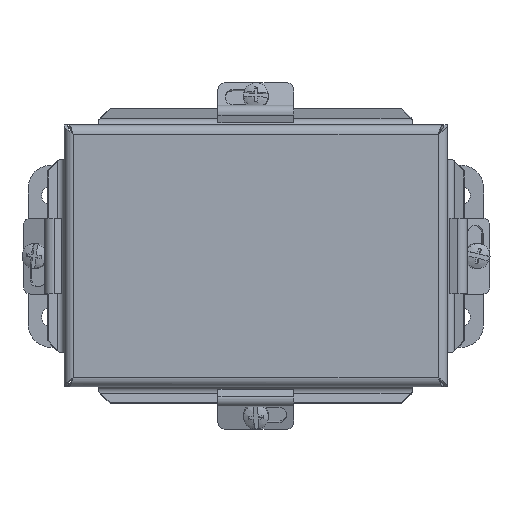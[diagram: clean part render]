
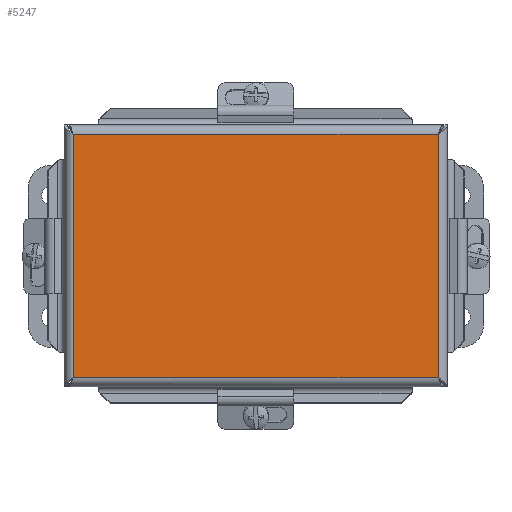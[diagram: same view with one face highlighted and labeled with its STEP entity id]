
A CAD part, top view. The second image highlights one B-rep face of the part: STEP entity #5247.
In plain terms, the highlighted face is planar.
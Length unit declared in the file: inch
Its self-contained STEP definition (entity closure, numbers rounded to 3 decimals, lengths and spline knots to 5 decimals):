
#643=PLANE('',#5824);
#876=LINE('',#8314,#1333);
#921=LINE('',#8596,#1378);
#1005=LINE('',#8992,#1462);
#1006=LINE('',#8994,#1463);
#1333=VECTOR('',#6578,0.3937);
#1378=VECTOR('',#6673,0.3937);
#1462=VECTOR('',#6907,0.3937);
#1463=VECTOR('',#6910,0.3937);
#1874=FACE_OUTER_BOUND('',#2199,.T.);
#2199=EDGE_LOOP('',(#4566,#4567,#4568,#4569));
#2649=VERTEX_POINT('',#8020);
#2686=VERTEX_POINT('',#8183);
#2714=VERTEX_POINT('',#8313);
#2734=VERTEX_POINT('',#8496);
#3219=EDGE_CURVE('',#2714,#2686,#876,.T.);
#3282=EDGE_CURVE('',#2649,#2734,#921,.T.);
#3394=EDGE_CURVE('',#2686,#2649,#1005,.T.);
#3395=EDGE_CURVE('',#2734,#2714,#1006,.T.);
#4566=ORIENTED_EDGE('',*,*,#3219,.T.);
#4567=ORIENTED_EDGE('',*,*,#3394,.T.);
#4568=ORIENTED_EDGE('',*,*,#3282,.T.);
#4569=ORIENTED_EDGE('',*,*,#3395,.T.);
#5247=ADVANCED_FACE('',(#1874),#643,.F.);
#5824=AXIS2_PLACEMENT_3D('',#8996,#6913,#6914);
#6578=DIRECTION('',(0.,-1.,0.));
#6673=DIRECTION('',(0.,1.,0.));
#6907=DIRECTION('',(-1.,0.,0.));
#6910=DIRECTION('',(1.,0.,0.));
#6913=DIRECTION('center_axis',(0.,0.,1.));
#6914=DIRECTION('ref_axis',(1.,0.,0.));
#8020=CARTESIAN_POINT('',(0.15275,0.15275,0.));
#8183=CARTESIAN_POINT('',(4.15975,0.15275,0.));
#8313=CARTESIAN_POINT('',(4.15975,6.15975,0.));
#8314=CARTESIAN_POINT('',(4.15975,4.658,0.));
#8496=CARTESIAN_POINT('',(0.15275,6.15975,0.));
#8596=CARTESIAN_POINT('',(0.15275,1.6545,0.));
#8992=CARTESIAN_POINT('',(3.158,0.15275,0.));
#8994=CARTESIAN_POINT('',(1.1545,6.15975,0.));
#8996=CARTESIAN_POINT('Origin',(2.15625,3.15625,0.));
